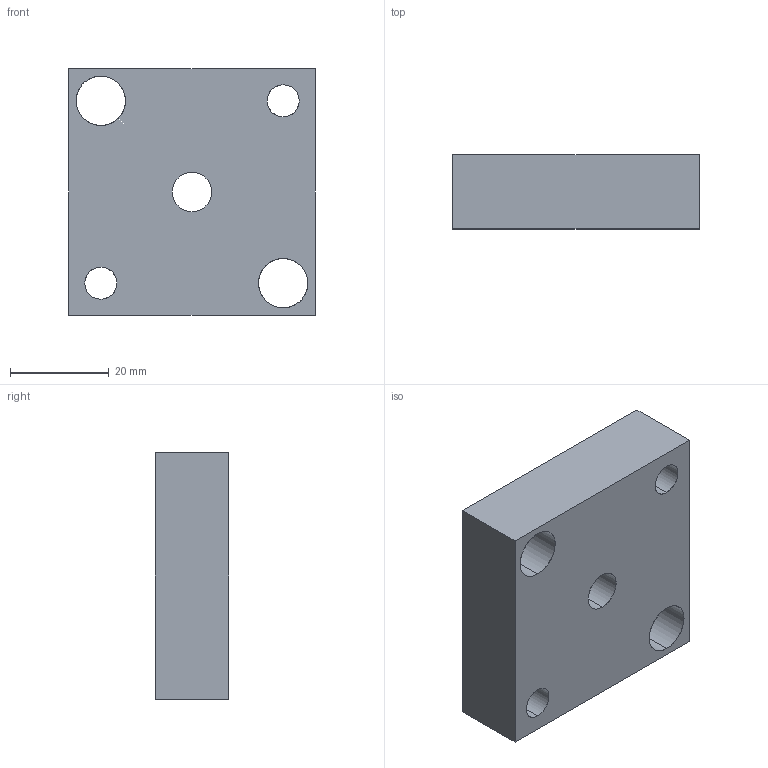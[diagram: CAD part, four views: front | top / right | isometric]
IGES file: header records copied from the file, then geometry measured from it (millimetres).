
Start section: SolidWorks IGES FILE using analytic representation for surfaces
Global section: file name: ARL-TP02-C-COUVERCLE.IGS; native system: SolidWorks 2001Plus by SolidWorks Corporation; preprocessor: Version 5.3; author: T F; date: 230126.104438; units: millimetre
Bounding box: 50 x 15 x 50 mm (x, y, z)
Surface area: 9384.7 mm2 (no closed solid volume)
Topology: 0 solids, 0 shells, 16 faces, 384 edges, 384 vertices
Faces by surface type: revolution 10, bspline 6
